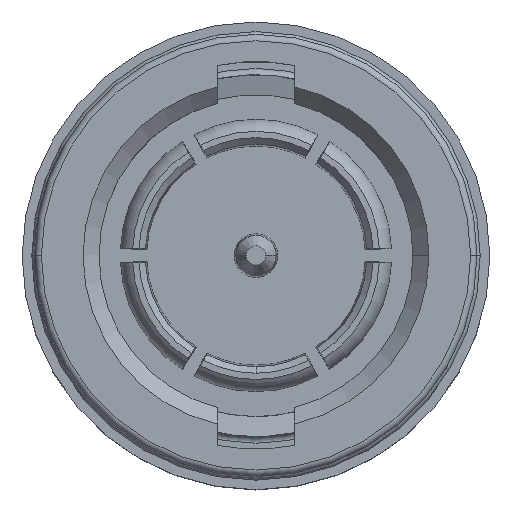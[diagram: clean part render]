
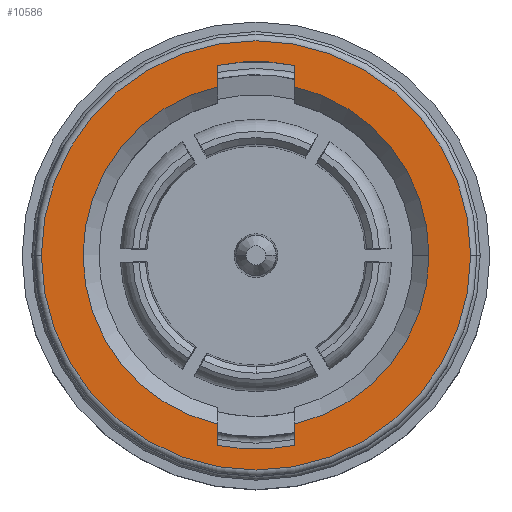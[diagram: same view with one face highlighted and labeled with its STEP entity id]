
A CAD part, top view. The second image highlights one B-rep face of the part: STEP entity #10586.
In plain terms, the highlighted planar face has unit normal (0, 0, 1).
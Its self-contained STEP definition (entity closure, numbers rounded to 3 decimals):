
#47 = FACE_BOUND ( 'NONE', #5692, .T. ) ;
#612 = ORIENTED_EDGE ( 'NONE', *, *, #13696, .F. ) ;
#646 = ORIENTED_EDGE ( 'NONE', *, *, #15970, .F. ) ;
#649 = CARTESIAN_POINT ( 'NONE',  ( -1.2, 4.751, 0.85 ) ) ;
#666 = DIRECTION ( 'NONE',  ( 0., 0., -1. ) ) ;
#730 = VERTEX_POINT ( 'NONE', #10748 ) ;
#741 = VERTEX_POINT ( 'NONE', #9247 ) ;
#896 = VERTEX_POINT ( 'NONE', #3663 ) ;
#947 = LINE ( 'NONE', #649, #8137 ) ;
#1119 = ORIENTED_EDGE ( 'NONE', *, *, #1724, .T. ) ;
#1143 = CARTESIAN_POINT ( 'NONE',  ( -1.2, 5.265, 0.85 ) ) ;
#1166 = DIRECTION ( 'NONE',  ( -1., 0., 0. ) ) ;
#1492 = CARTESIAN_POINT ( 'NONE',  ( 0., 0., 0.85 ) ) ;
#1607 = DIRECTION ( 'NONE',  ( 0., 0., 1. ) ) ;
#1674 = AXIS2_PLACEMENT_3D ( 'NONE', #10232, #1607, #11670 ) ;
#1724 = EDGE_CURVE ( 'NONE', #741, #17834, #4538, .T. ) ;
#1833 = EDGE_CURVE ( 'NONE', #8502, #896, #8600, .T. ) ;
#2422 = AXIS2_PLACEMENT_3D ( 'NONE', #6937, #17000, #8378 ) ;
#2922 = DIRECTION ( 'NONE',  ( -1., 0., 0. ) ) ;
#3369 = CIRCLE ( 'NONE', #1674, 5.4 ) ;
#3471 = PLANE ( 'NONE',  #13867 ) ;
#3663 = CARTESIAN_POINT ( 'NONE',  ( 1.2, 5.93, 0.85 ) ) ;
#3670 = DIRECTION ( 'NONE',  ( 0., 0., 1. ) ) ;
#3763 = EDGE_CURVE ( 'NONE', #10264, #16411, #947, .T. ) ;
#3870 = CARTESIAN_POINT ( 'NONE',  ( 1.2, 4.751, 0.85 ) ) ;
#4474 = VERTEX_POINT ( 'NONE', #15718 ) ;
#4538 = CIRCLE ( 'NONE', #8222, 6.7 ) ;
#4543 = ORIENTED_EDGE ( 'NONE', *, *, #13601, .F. ) ;
#4762 = VECTOR ( 'NONE', #16852, 1000. ) ;
#4901 = DIRECTION ( 'NONE',  ( 0., 0., 1. ) ) ;
#5213 = VERTEX_POINT ( 'NONE', #14500 ) ;
#5398 = CARTESIAN_POINT ( 'NONE',  ( 0., 0., 0.85 ) ) ;
#5692 = EDGE_LOOP ( 'NONE', ( #9809, #11340, #10185, #16224, #646, #17396, #4543, #612, #5893 ) ) ;
#5720 = ORIENTED_EDGE ( 'NONE', *, *, #10069, .T. ) ;
#5893 = ORIENTED_EDGE ( 'NONE', *, *, #3763, .F. ) ;
#6864 = DIRECTION ( 'NONE',  ( 1., 0., 0. ) ) ;
#6937 = CARTESIAN_POINT ( 'NONE',  ( 0., 0., 0.85 ) ) ;
#6941 = CARTESIAN_POINT ( 'NONE',  ( -1.2, -5.265, 0.85 ) ) ;
#7400 = EDGE_CURVE ( 'NONE', #896, #10264, #16372, .T. ) ;
#7659 = AXIS2_PLACEMENT_3D ( 'NONE', #18386, #9767, #1166 ) ;
#7810 = VERTEX_POINT ( 'NONE', #6941 ) ;
#8137 = VECTOR ( 'NONE', #15062, 1000. ) ;
#8222 = AXIS2_PLACEMENT_3D ( 'NONE', #12321, #3670, #13801 ) ;
#8378 = DIRECTION ( 'NONE',  ( 1., 0., 0. ) ) ;
#8502 = VERTEX_POINT ( 'NONE', #8891 ) ;
#8600 = LINE ( 'NONE', #3870, #4762 ) ;
#8727 = EDGE_CURVE ( 'NONE', #4474, #8502, #12014, .T. ) ;
#8891 = CARTESIAN_POINT ( 'NONE',  ( 1.2, 5.265, 0.85 ) ) ;
#9002 = DIRECTION ( 'NONE',  ( 0., 1., 0. ) ) ;
#9247 = CARTESIAN_POINT ( 'NONE',  ( -6.7, 0., 0.85 ) ) ;
#9284 = CARTESIAN_POINT ( 'NONE',  ( 0., 0., 0.85 ) ) ;
#9767 = DIRECTION ( 'NONE',  ( 0., 0., 1. ) ) ;
#9778 = DIRECTION ( 'NONE',  ( 0., -1., 0. ) ) ;
#9809 = ORIENTED_EDGE ( 'NONE', *, *, #7400, .F. ) ;
#10069 = EDGE_CURVE ( 'NONE', #17834, #741, #12236, .T. ) ;
#10185 = ORIENTED_EDGE ( 'NONE', *, *, #8727, .F. ) ;
#10232 = CARTESIAN_POINT ( 'NONE',  ( 0., 0., 0.85 ) ) ;
#10264 = VERTEX_POINT ( 'NONE', #13123 ) ;
#10376 = CARTESIAN_POINT ( 'NONE',  ( 1.2, -4.751, 0.85 ) ) ;
#10406 = CIRCLE ( 'NONE', #12500, 5.4 ) ;
#10586 = ADVANCED_FACE ( 'NONE', ( #15361, #47 ), #3471, .F. ) ;
#10716 = DIRECTION ( 'NONE',  ( -1., 0., 0. ) ) ;
#10748 = CARTESIAN_POINT ( 'NONE',  ( -1.2, -5.93, 0.85 ) ) ;
#11340 = ORIENTED_EDGE ( 'NONE', *, *, #1833, .F. ) ;
#11515 = EDGE_CURVE ( 'NONE', #730, #5213, #17969, .T. ) ;
#11549 = DIRECTION ( 'NONE',  ( 0., 0., 1. ) ) ;
#11670 = DIRECTION ( 'NONE',  ( 1., 0., 0. ) ) ;
#12014 = CIRCLE ( 'NONE', #2422, 5.4 ) ;
#12155 = VECTOR ( 'NONE', #9002, 1000. ) ;
#12236 = CIRCLE ( 'NONE', #7659, 6.7 ) ;
#12321 = CARTESIAN_POINT ( 'NONE',  ( 0., 0., 0.85 ) ) ;
#12353 = AXIS2_PLACEMENT_3D ( 'NONE', #1492, #11549, #2922 ) ;
#12500 = AXIS2_PLACEMENT_3D ( 'NONE', #5398, #15478, #6864 ) ;
#13123 = CARTESIAN_POINT ( 'NONE',  ( -1.2, 5.93, 0.85 ) ) ;
#13535 = CARTESIAN_POINT ( 'NONE',  ( 0., 0., 0.85 ) ) ;
#13595 = VECTOR ( 'NONE', #9778, 1000. ) ;
#13601 = EDGE_CURVE ( 'NONE', #7810, #730, #17413, .T. ) ;
#13696 = EDGE_CURVE ( 'NONE', #16411, #7810, #10406, .T. ) ;
#13798 = CARTESIAN_POINT ( 'NONE',  ( 6.7, 0., 0.85 ) ) ;
#13801 = DIRECTION ( 'NONE',  ( -1., 0., 0. ) ) ;
#13867 = AXIS2_PLACEMENT_3D ( 'NONE', #9284, #666, #10716 ) ;
#13895 = VERTEX_POINT ( 'NONE', #17295 ) ;
#14356 = EDGE_LOOP ( 'NONE', ( #1119, #5720 ) ) ;
#14408 = EDGE_CURVE ( 'NONE', #13895, #4474, #3369, .T. ) ;
#14500 = CARTESIAN_POINT ( 'NONE',  ( 1.2, -5.93, 0.85 ) ) ;
#14986 = DIRECTION ( 'NONE',  ( 1., 0., 0. ) ) ;
#15062 = DIRECTION ( 'NONE',  ( 0., -1., 0. ) ) ;
#15361 = FACE_OUTER_BOUND ( 'NONE', #14356, .T. ) ;
#15478 = DIRECTION ( 'NONE',  ( 0., 0., 1. ) ) ;
#15718 = CARTESIAN_POINT ( 'NONE',  ( 5.4, 0., 0.85 ) ) ;
#15927 = AXIS2_PLACEMENT_3D ( 'NONE', #13535, #4901, #14986 ) ;
#15970 = EDGE_CURVE ( 'NONE', #5213, #13895, #16000, .T. ) ;
#16000 = LINE ( 'NONE', #10376, #12155 ) ;
#16224 = ORIENTED_EDGE ( 'NONE', *, *, #14408, .F. ) ;
#16372 = CIRCLE ( 'NONE', #12353, 6.05 ) ;
#16411 = VERTEX_POINT ( 'NONE', #1143 ) ;
#16852 = DIRECTION ( 'NONE',  ( 0., 1., 0. ) ) ;
#17000 = DIRECTION ( 'NONE',  ( 0., 0., 1. ) ) ;
#17295 = CARTESIAN_POINT ( 'NONE',  ( 1.2, -5.265, 0.85 ) ) ;
#17396 = ORIENTED_EDGE ( 'NONE', *, *, #11515, .F. ) ;
#17413 = LINE ( 'NONE', #18397, #13595 ) ;
#17834 = VERTEX_POINT ( 'NONE', #13798 ) ;
#17969 = CIRCLE ( 'NONE', #15927, 6.05 ) ;
#18386 = CARTESIAN_POINT ( 'NONE',  ( 0., 0., 0.85 ) ) ;
#18397 = CARTESIAN_POINT ( 'NONE',  ( -1.2, -4.751, 0.85 ) ) ;
